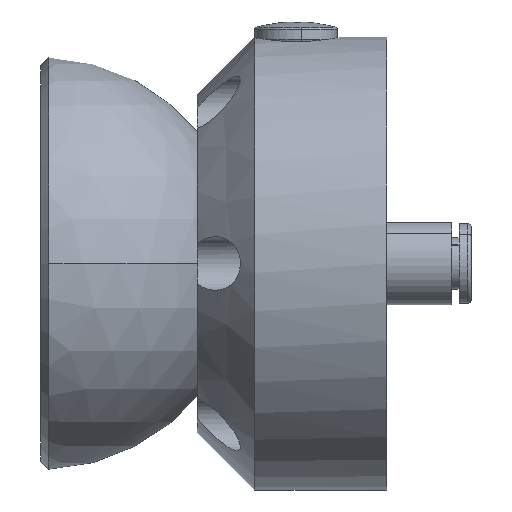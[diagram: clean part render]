
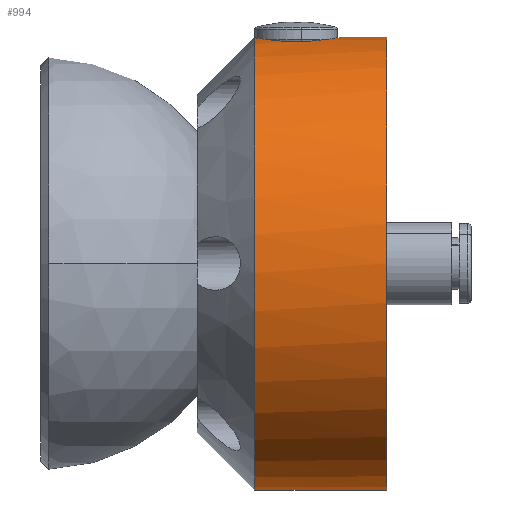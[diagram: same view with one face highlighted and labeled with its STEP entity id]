
A CAD part, left-side view. The second image highlights one B-rep face of the part: STEP entity #994.
In plain terms, the highlighted cylindrical face has radius 27.5 mm (diameter 55 mm), a partial arc.
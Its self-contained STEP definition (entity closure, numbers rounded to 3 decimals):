
#135 = CARTESIAN_POINT ( 'NONE',  ( -5.149, -13.942, 27.014 ) ) ;
#218 = VECTOR ( 'NONE', #5087, 1000. ) ;
#269 = CARTESIAN_POINT ( 'NONE',  ( -4.767, -9.245, 27.084 ) ) ;
#274 = LINE ( 'NONE', #4069, #5567 ) ;
#331 = CARTESIAN_POINT ( 'NONE',  ( -2.531, -7.11, 27.384 ) ) ;
#336 = CARTESIAN_POINT ( 'NONE',  ( -5.21, -13.773, 27.002 ) ) ;
#588 = CARTESIAN_POINT ( 'NONE',  ( -4.774, -14.755, 27.083 ) ) ;
#589 = ORIENTED_EDGE ( 'NONE', *, *, #5120, .T. ) ;
#696 = ORIENTED_EDGE ( 'NONE', *, *, #2818, .T. ) ;
#741 = CARTESIAN_POINT ( 'NONE',  ( -5.111, -9.952, 27.021 ) ) ;
#794 = CARTESIAN_POINT ( 'NONE',  ( -3.408, -7.676, 27.289 ) ) ;
#833 = VERTEX_POINT ( 'NONE', #5621 ) ;
#838 = AXIS2_PLACEMENT_3D ( 'NONE', #2020, #4782, #1552 ) ;
#940 = CARTESIAN_POINT ( 'NONE',  ( 0., -17.5, 27.5 ) ) ;
#994 = ADVANCED_FACE ( 'NONE', ( #2184 ), #2747, .T. ) ;
#1020 = LINE ( 'NONE', #3153, #218 ) ;
#1068 = CARTESIAN_POINT ( 'NONE',  ( -4.143, -15.635, 27.187 ) ) ;
#1081 = ORIENTED_EDGE ( 'NONE', *, *, #2468, .T. ) ;
#1185 = EDGE_CURVE ( 'NONE', #3904, #4515, #5628, .T. ) ;
#1482 = EDGE_CURVE ( 'NONE', #1663, #4515, #274, .T. ) ;
#1494 = CARTESIAN_POINT ( 'NONE',  ( -5.5, -11.738, 26.944 ) ) ;
#1536 = CARTESIAN_POINT ( 'NONE',  ( -3.631, -16.135, 27.26 ) ) ;
#1552 = DIRECTION ( 'NONE',  ( 0., 0., 1. ) ) ;
#1635 = AXIS2_PLACEMENT_3D ( 'NONE', #3245, #3215, #5906 ) ;
#1649 = CARTESIAN_POINT ( 'NONE',  ( -5.481, -11.473, 26.948 ) ) ;
#1663 = VERTEX_POINT ( 'NONE', #3629 ) ;
#1668 = DIRECTION ( 'NONE',  ( 0., 1., 0. ) ) ;
#1735 = CARTESIAN_POINT ( 'NONE',  ( -5.5, -12., 26.944 ) ) ;
#1854 = CARTESIAN_POINT ( 'NONE',  ( -3.201, -7.52, 27.314 ) ) ;
#1865 = VERTEX_POINT ( 'NONE', #1937 ) ;
#1937 = CARTESIAN_POINT ( 'NONE',  ( 0., -17.5, 27.5 ) ) ;
#2020 = CARTESIAN_POINT ( 'NONE',  ( 0., -23., 0. ) ) ;
#2120 = CARTESIAN_POINT ( 'NONE',  ( -3.801, -8.016, 27.237 ) ) ;
#2184 = FACE_OUTER_BOUND ( 'NONE', #5456, .T. ) ;
#2208 = CARTESIAN_POINT ( 'NONE',  ( -5.465, -12.718, 26.952 ) ) ;
#2420 = CARTESIAN_POINT ( 'NONE',  ( -5.5, -12., 26.944 ) ) ;
#2444 = CIRCLE ( 'NONE', #838, 27.5 ) ;
#2468 = EDGE_CURVE ( 'NONE', #1865, #2866, #3602, .T. ) ;
#2485 = CARTESIAN_POINT ( 'NONE',  ( -2.442, -16.941, 27.393 ) ) ;
#2579 = CARTESIAN_POINT ( 'NONE',  ( 0., -7., 0. ) ) ;
#2585 = CARTESIAN_POINT ( 'NONE',  ( -3.987, -8.203, 27.21 ) ) ;
#2675 = CARTESIAN_POINT ( 'NONE',  ( -5.315, -13.427, 26.982 ) ) ;
#2747 = CYLINDRICAL_SURFACE ( 'NONE', #1635, 27.5 ) ;
#2818 = EDGE_CURVE ( 'NONE', #1663, #833, #2444, .T. ) ;
#2866 = VERTEX_POINT ( 'NONE', #2420 ) ;
#2897 = EDGE_CURVE ( 'NONE', #2866, #3904, #4920, .T. ) ;
#2910 = CARTESIAN_POINT ( 'NONE',  ( -3.353, -16.364, 27.295 ) ) ;
#2953 = CARTESIAN_POINT ( 'NONE',  ( -1.426, -17.324, 27.465 ) ) ;
#3038 = ORIENTED_EDGE ( 'NONE', *, *, #1482, .F. ) ;
#3047 = CARTESIAN_POINT ( 'NONE',  ( -2.758, -16.772, 27.363 ) ) ;
#3048 = CARTESIAN_POINT ( 'NONE',  ( -3.207, -16.472, 27.313 ) ) ;
#3055 = CARTESIAN_POINT ( 'NONE',  ( -4.486, -8.807, 27.132 ) ) ;
#3115 = CARTESIAN_POINT ( 'NONE',  ( -2.291, -7., 27.404 ) ) ;
#3153 = CARTESIAN_POINT ( 'NONE',  ( 0., 0., 27.5 ) ) ;
#3215 = DIRECTION ( 'NONE',  ( 0., 1., 0. ) ) ;
#3245 = CARTESIAN_POINT ( 'NONE',  ( 0., 0., 0. ) ) ;
#3372 = CARTESIAN_POINT ( 'NONE',  ( -4.943, -14.438, 27.052 ) ) ;
#3510 = CARTESIAN_POINT ( 'NONE',  ( -4.892, -9.473, 27.062 ) ) ;
#3576 = CARTESIAN_POINT ( 'NONE',  ( -2.763, -7.237, 27.362 ) ) ;
#3602 = B_SPLINE_CURVE_WITH_KNOTS ( 'NONE', 3,
 ( #940, #5243, #4917, #2953, #5707, #2485, #3047, #3048, #2910, #1536, #4297, #1068, #3817, #588, #3372, #135, #336, #2675, #5446, #2208, #4980, #1735 ),
 .UNSPECIFIED., .F., .F.,
 ( 4, 2, 2, 2, 2, 2, 2, 2, 2, 2, 4 ),
 ( 0.015, 0.016, 0.017, 0.018, 0.019, 0.019, 0.02, 0.021, 0.022, 0.022, 0.024 ),
 .UNSPECIFIED. ) ;
#3629 = CARTESIAN_POINT ( 'NONE',  ( 0., -23., -27.5 ) ) ;
#3699 = ORIENTED_EDGE ( 'NONE', *, *, #2897, .T. ) ;
#3714 = CARTESIAN_POINT ( 'NONE',  ( -2.291, -7., 27.404 ) ) ;
#3817 = CARTESIAN_POINT ( 'NONE',  ( -4.371, -15.358, 27.151 ) ) ;
#3890 = DIRECTION ( 'NONE',  ( 0., -1., 0. ) ) ;
#3904 = VERTEX_POINT ( 'NONE', #3714 ) ;
#3963 = CARTESIAN_POINT ( 'NONE',  ( -5.203, -10.199, 27.003 ) ) ;
#4069 = CARTESIAN_POINT ( 'NONE',  ( 0., 0., -27.5 ) ) ;
#4297 = CARTESIAN_POINT ( 'NONE',  ( -3.764, -16.014, 27.241 ) ) ;
#4375 = AXIS2_PLACEMENT_3D ( 'NONE', #2579, #3890, #5040 ) ;
#4515 = VERTEX_POINT ( 'NONE', #5605 ) ;
#4717 = CARTESIAN_POINT ( 'NONE',  ( -5.5, -12., 26.944 ) ) ;
#4782 = DIRECTION ( 'NONE',  ( 0., 1., 0. ) ) ;
#4891 = CARTESIAN_POINT ( 'NONE',  ( -5.406, -10.954, 26.963 ) ) ;
#4917 = CARTESIAN_POINT ( 'NONE',  ( -0.721, -17.464, 27.493 ) ) ;
#4920 = B_SPLINE_CURVE_WITH_KNOTS ( 'NONE', 3,
 ( #4717, #1494, #1649, #4891, #5365, #3963, #741, #3510, #269, #3055, #5814, #2585, #2120, #794, #1854, #3576, #331, #3115 ),
 .UNSPECIFIED., .F., .F.,
 ( 4, 2, 2, 2, 2, 2, 2, 2, 4 ),
 ( 0.024, 0.024, 0.025, 0.026, 0.027, 0.027, 0.028, 0.029, 0.03 ),
 .UNSPECIFIED. ) ;
#4980 = CARTESIAN_POINT ( 'NONE',  ( -5.5, -12.361, 26.944 ) ) ;
#5040 = DIRECTION ( 'NONE',  ( 0., 0., -1. ) ) ;
#5087 = DIRECTION ( 'NONE',  ( 0., 1., 0. ) ) ;
#5120 = EDGE_CURVE ( 'NONE', #833, #1865, #1020, .T. ) ;
#5133 = ORIENTED_EDGE ( 'NONE', *, *, #1185, .T. ) ;
#5243 = CARTESIAN_POINT ( 'NONE',  ( -0.363, -17.5, 27.5 ) ) ;
#5365 = CARTESIAN_POINT ( 'NONE',  ( -5.35, -10.699, 26.975 ) ) ;
#5446 = CARTESIAN_POINT ( 'NONE',  ( -5.359, -13.249, 26.973 ) ) ;
#5456 = EDGE_LOOP ( 'NONE', ( #3038, #696, #589, #1081, #3699, #5133 ) ) ;
#5567 = VECTOR ( 'NONE', #1668, 1000. ) ;
#5605 = CARTESIAN_POINT ( 'NONE',  ( 0., -7., -27.5 ) ) ;
#5621 = CARTESIAN_POINT ( 'NONE',  ( 0., -23., 27.5 ) ) ;
#5628 = CIRCLE ( 'NONE', #4375, 27.5 ) ;
#5707 = CARTESIAN_POINT ( 'NONE',  ( -1.777, -17.217, 27.445 ) ) ;
#5814 = CARTESIAN_POINT ( 'NONE',  ( -4.33, -8.599, 27.157 ) ) ;
#5906 = DIRECTION ( 'NONE',  ( 0., 0., 1. ) ) ;
